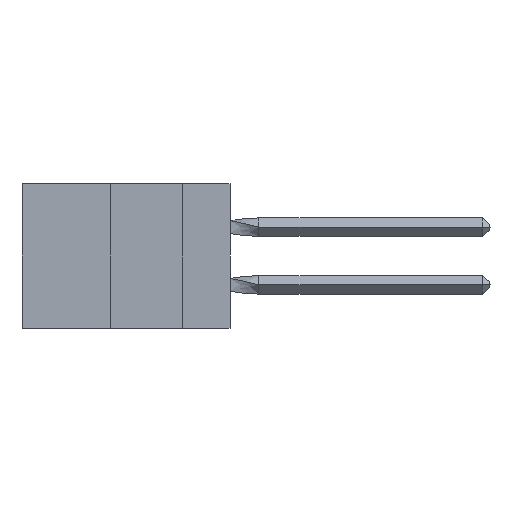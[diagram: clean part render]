
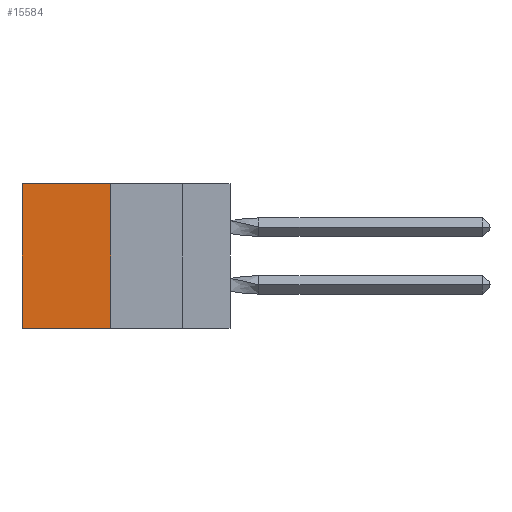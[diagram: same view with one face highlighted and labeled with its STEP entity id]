
A CAD part, left-side view. The second image highlights one B-rep face of the part: STEP entity #15584.
In plain terms, the highlighted planar face has unit normal (-1, 0, 0).
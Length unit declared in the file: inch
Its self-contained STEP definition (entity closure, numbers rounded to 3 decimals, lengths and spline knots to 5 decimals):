
#174 = VERTEX_POINT ( 'NONE', #6411 ) ;
#542 = DIRECTION ( 'NONE',  ( 1., 0., 0. ) ) ;
#743 = CARTESIAN_POINT ( 'NONE',  ( 0.305, 0.413, -0.5 ) ) ;
#3039 = AXIS2_PLACEMENT_3D ( 'NONE', #743, #542, #8630 ) ;
#4086 = LINE ( 'NONE', #14003, #7478 ) ;
#4287 = VERTEX_POINT ( 'NONE', #11844 ) ;
#4445 = VECTOR ( 'NONE', #11084, 39.37008 ) ;
#4863 = DIRECTION ( 'NONE',  ( 0., 0., -1. ) ) ;
#4933 = VECTOR ( 'NONE', #4863, 39.37008 ) ;
#5597 = VECTOR ( 'NONE', #17917, 39.37008 ) ;
#6411 = CARTESIAN_POINT ( 'NONE',  ( 0.305, 0.413, 0. ) ) ;
#6596 = LINE ( 'NONE', #10006, #5597 ) ;
#6727 = FACE_OUTER_BOUND ( 'NONE', #15285, .T. ) ;
#6909 = LINE ( 'NONE', #7590, #4933 ) ;
#7478 = VECTOR ( 'NONE', #9353, 39.37008 ) ;
#7590 = CARTESIAN_POINT ( 'NONE',  ( 0.305, 0.72, -0.5 ) ) ;
#8003 = EDGE_CURVE ( 'NONE', #174, #12639, #6596, .T. ) ;
#8382 = CARTESIAN_POINT ( 'NONE',  ( 0.305, 0.413, -0.5 ) ) ;
#8523 = ORIENTED_EDGE ( 'NONE', *, *, #8003, .T. ) ;
#8630 = DIRECTION ( 'NONE',  ( 0., 0., -1. ) ) ;
#9353 = DIRECTION ( 'NONE',  ( 0., 0., -1. ) ) ;
#10006 = CARTESIAN_POINT ( 'NONE',  ( 0.305, 0.413, 0. ) ) ;
#10122 = PLANE ( 'NONE',  #3039 ) ;
#11084 = DIRECTION ( 'NONE',  ( 0., 1., 0. ) ) ;
#11189 = EDGE_CURVE ( 'NONE', #174, #19937, #4086, .T. ) ;
#11244 = ORIENTED_EDGE ( 'NONE', *, *, #13621, .T. ) ;
#11844 = CARTESIAN_POINT ( 'NONE',  ( 0.305, 0.72, -0.5 ) ) ;
#12537 = LINE ( 'NONE', #14111, #4445 ) ;
#12639 = VERTEX_POINT ( 'NONE', #16812 ) ;
#13621 = EDGE_CURVE ( 'NONE', #12639, #4287, #6909, .T. ) ;
#13707 = EDGE_CURVE ( 'NONE', #19937, #4287, #12537, .T. ) ;
#14003 = CARTESIAN_POINT ( 'NONE',  ( 0.305, 0.413, -0.5 ) ) ;
#14111 = CARTESIAN_POINT ( 'NONE',  ( 0.305, 0.413, -0.5 ) ) ;
#15285 = EDGE_LOOP ( 'NONE', ( #11244, #15831, #16656, #8523 ) ) ;
#15584 = ADVANCED_FACE ( 'NONE', ( #6727 ), #10122, .F. ) ;
#15831 = ORIENTED_EDGE ( 'NONE', *, *, #13707, .F. ) ;
#16656 = ORIENTED_EDGE ( 'NONE', *, *, #11189, .F. ) ;
#16812 = CARTESIAN_POINT ( 'NONE',  ( 0.305, 0.72, 0. ) ) ;
#17917 = DIRECTION ( 'NONE',  ( 0., 1., 0. ) ) ;
#19937 = VERTEX_POINT ( 'NONE', #8382 ) ;
